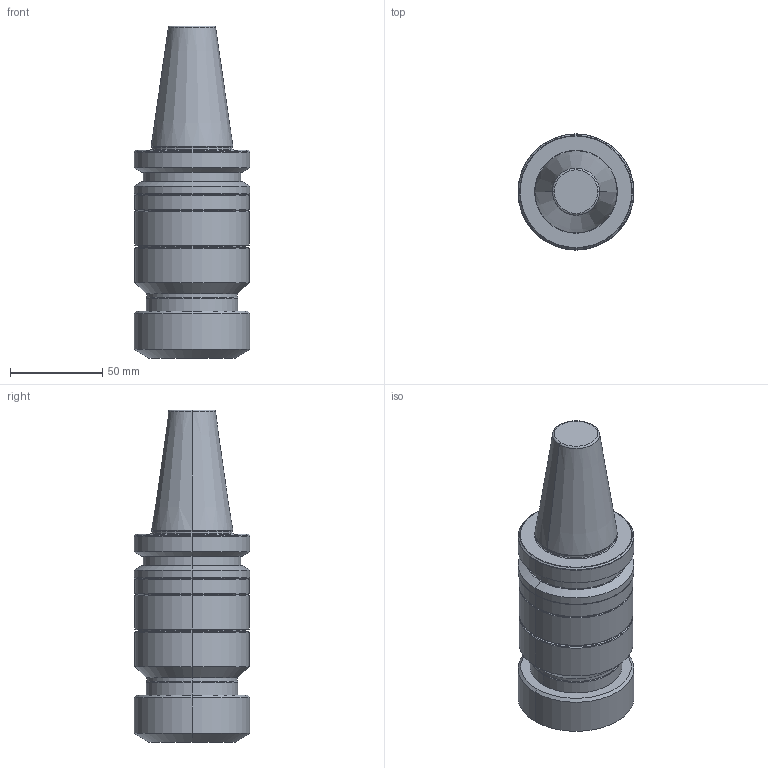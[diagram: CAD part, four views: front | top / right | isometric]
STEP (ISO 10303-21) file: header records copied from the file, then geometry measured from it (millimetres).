
FILE_DESCRIPTION (( 'STEP AP203' ), '1' );
FILE_NAME ('BT40 ER 40 115 AD+B MLC.STEP', '2019-05-25T04:50:28', ( '' ), ( '' ), 'SwSTEP 2.0', 'SolidWorks 2014', '' );
FILE_SCHEMA (( 'CONFIG_CONTROL_DESIGN' ));
Length unit declared in the file: millimetre
Products named in the file (1): BT40 ER 40 115 AD+B MLC
Bounding box: 63 x 63 x 180.4 mm (x, y, z)
Volume: 389062.5 mm3; surface area: 36721.5 mm2
Topology: 1 solids, 1 shells, 72 faces, 142 edges, 80 vertices
Faces by surface type: cone 28, cylinder 22, torus 12, plane 10
Entity records: 1923 total; most frequent: DIRECTION 380, CARTESIAN_POINT 295, ORIENTED_EDGE 284, AXIS2_PLACEMENT_3D 165, EDGE_CURVE 142, CIRCLE 92, EDGE_LOOP 80, VERTEX_POINT 80
